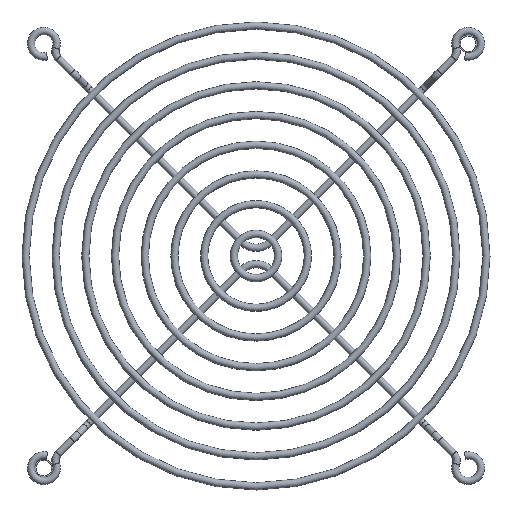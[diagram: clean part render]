
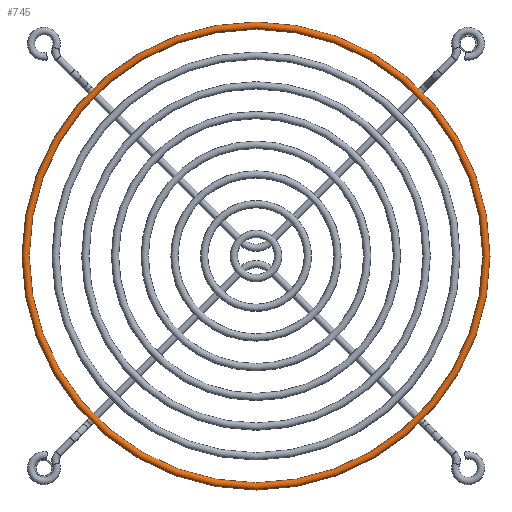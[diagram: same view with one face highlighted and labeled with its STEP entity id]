
A CAD part, front view. The second image highlights one B-rep face of the part: STEP entity #745.
In plain terms, the highlighted toroidal (fillet/blend) face has major radius 57 mm and minor radius 0.9 mm.
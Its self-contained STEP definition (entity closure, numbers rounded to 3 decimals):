
#103=FACE_OUTER_BOUND('',#153,.T.);
#153=EDGE_LOOP('',(#509,#510,#511,#512));
#213=CIRCLE('',#839,0.9);
#214=CIRCLE('',#840,56.1);
#305=VERTEX_POINT('',#1308);
#383=EDGE_CURVE('',#305,#305,#213,.T.);
#384=EDGE_CURVE('',#305,#305,#214,.T.);
#509=ORIENTED_EDGE('',*,*,#383,.F.);
#510=ORIENTED_EDGE('',*,*,#384,.T.);
#511=ORIENTED_EDGE('',*,*,#383,.T.);
#512=ORIENTED_EDGE('',*,*,#384,.F.);
#719=TOROIDAL_SURFACE('',#838,57.,0.9);
#745=ADVANCED_FACE('',(#103),#719,.T.);
#838=AXIS2_PLACEMENT_3D('',#1307,#1006,#1007);
#839=AXIS2_PLACEMENT_3D('',#1309,#1008,#1009);
#840=AXIS2_PLACEMENT_3D('',#1310,#1010,#1011);
#1006=DIRECTION('center_axis',(0.,-1.,0.));
#1007=DIRECTION('ref_axis',(0.,0.,-1.));
#1008=DIRECTION('center_axis',(-1.,0.,0.));
#1009=DIRECTION('ref_axis',(0.,0.,1.));
#1010=DIRECTION('center_axis',(0.,1.,0.));
#1011=DIRECTION('ref_axis',(0.,0.,-1.));
#1307=CARTESIAN_POINT('Origin',(0.,0.,0.));
#1308=CARTESIAN_POINT('',(0.,0.,56.1));
#1309=CARTESIAN_POINT('Origin',(0.,0.,57.));
#1310=CARTESIAN_POINT('Origin',(0.,0.,0.));
